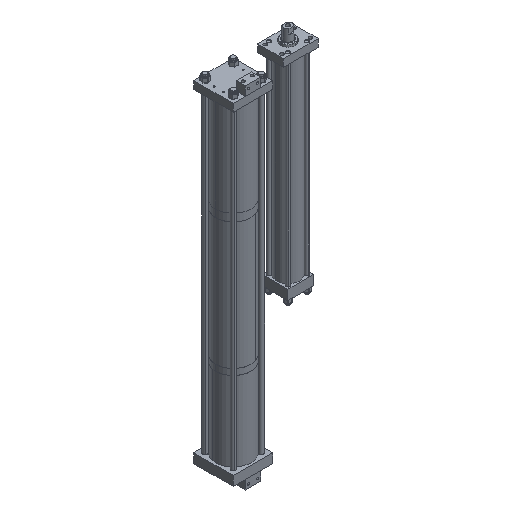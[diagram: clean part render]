
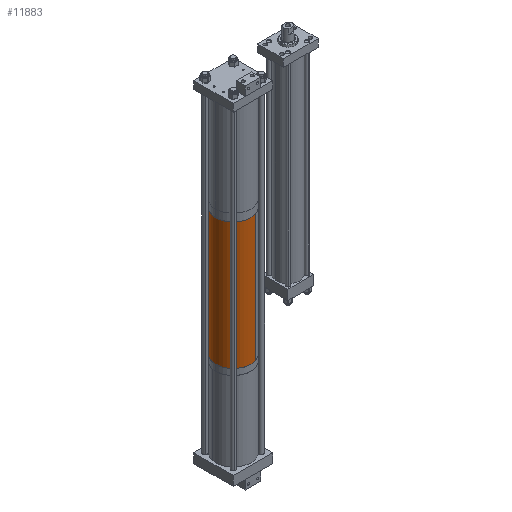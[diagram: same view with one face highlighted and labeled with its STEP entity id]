
A CAD part, isometric view. The second image highlights one B-rep face of the part: STEP entity #11883.
In plain terms, the highlighted cylindrical face has radius 73.025 mm (diameter 146.05 mm), a partial arc.
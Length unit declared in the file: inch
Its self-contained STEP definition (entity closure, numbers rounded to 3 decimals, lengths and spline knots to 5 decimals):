
#17 = ORIENTED_EDGE ( 'NONE', *, *, #3766, .T. ) ;
#657 = ORIENTED_EDGE ( 'NONE', *, *, #6970, .F. ) ;
#965 = DIRECTION ( 'NONE',  ( 0., 0., -1. ) ) ;
#1036 = ORIENTED_EDGE ( 'NONE', *, *, #16608, .F. ) ;
#1086 = VECTOR ( 'NONE', #965, 39.37008 ) ;
#1138 = CARTESIAN_POINT ( 'NONE',  ( 2.875, 0., 20.886 ) ) ;
#1525 = CIRCLE ( 'NONE', #12825, 2.875 ) ;
#1822 = DIRECTION ( 'NONE',  ( 1., 0., 0. ) ) ;
#2201 = CARTESIAN_POINT ( 'NONE',  ( -2.875, 0., 20.886 ) ) ;
#2609 = FACE_OUTER_BOUND ( 'NONE', #14649, .T. ) ;
#2914 = VERTEX_POINT ( 'NONE', #1138 ) ;
#2951 = DIRECTION ( 'NONE',  ( 0., 0., -1. ) ) ;
#3766 = EDGE_CURVE ( 'NONE', #7150, #16591, #4684, .T. ) ;
#4183 = CARTESIAN_POINT ( 'NONE',  ( 0., 0., 20.886 ) ) ;
#4314 = EDGE_CURVE ( 'NONE', #15044, #7150, #12112, .T. ) ;
#4329 = ORIENTED_EDGE ( 'NONE', *, *, #4314, .T. ) ;
#4684 = CIRCLE ( 'NONE', #13949, 2.875 ) ;
#4862 = CARTESIAN_POINT ( 'NONE',  ( -2.875, 0., 20.886 ) ) ;
#6970 = EDGE_CURVE ( 'NONE', #2914, #16591, #12370, .T. ) ;
#7065 = DIRECTION ( 'NONE',  ( 0., 0., 1. ) ) ;
#7150 = VERTEX_POINT ( 'NONE', #7953 ) ;
#7953 = CARTESIAN_POINT ( 'NONE',  ( -2.875, 0., 0. ) ) ;
#8104 = DIRECTION ( 'NONE',  ( -1., 0., 0. ) ) ;
#8695 = CARTESIAN_POINT ( 'NONE',  ( 2.875, 0., 0. ) ) ;
#8807 = CYLINDRICAL_SURFACE ( 'NONE', #11994, 2.875 ) ;
#8808 = DIRECTION ( 'NONE',  ( 0., 0., 1. ) ) ;
#8935 = VECTOR ( 'NONE', #14921, 39.37008 ) ;
#10540 = CARTESIAN_POINT ( 'NONE',  ( 0., 0., 20.886 ) ) ;
#11883 = ADVANCED_FACE ( 'NONE', ( #2609 ), #8807, .T. ) ;
#11994 = AXIS2_PLACEMENT_3D ( 'NONE', #4183, #2951, #8104 ) ;
#12112 = LINE ( 'NONE', #2201, #1086 ) ;
#12180 = CARTESIAN_POINT ( 'NONE',  ( 0., 0., 0. ) ) ;
#12340 = CARTESIAN_POINT ( 'NONE',  ( 2.875, 0., 20.886 ) ) ;
#12370 = LINE ( 'NONE', #12340, #8935 ) ;
#12706 = DIRECTION ( 'NONE',  ( 1., 0., 0. ) ) ;
#12825 = AXIS2_PLACEMENT_3D ( 'NONE', #10540, #8808, #12706 ) ;
#13949 = AXIS2_PLACEMENT_3D ( 'NONE', #12180, #7065, #1822 ) ;
#14649 = EDGE_LOOP ( 'NONE', ( #657, #1036, #4329, #17 ) ) ;
#14921 = DIRECTION ( 'NONE',  ( 0., 0., -1. ) ) ;
#15044 = VERTEX_POINT ( 'NONE', #4862 ) ;
#16591 = VERTEX_POINT ( 'NONE', #8695 ) ;
#16608 = EDGE_CURVE ( 'NONE', #15044, #2914, #1525, .T. ) ;
